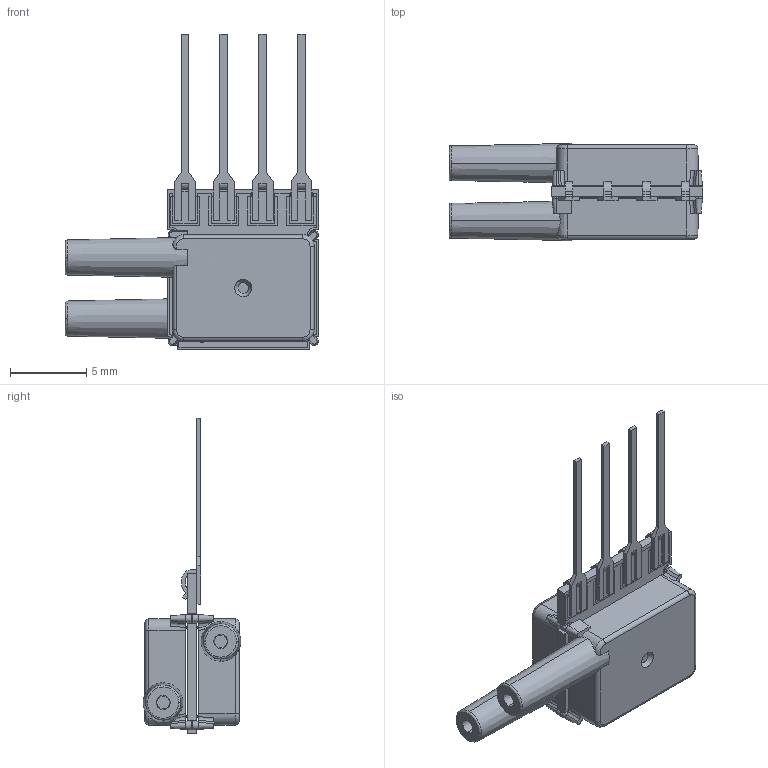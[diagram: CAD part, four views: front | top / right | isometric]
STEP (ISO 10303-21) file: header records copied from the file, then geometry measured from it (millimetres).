
FILE_DESCRIPTION (( 'STEP AP203' ), '1' );
FILE_NAME ('HJJH.STEP', '2021-06-21T17:22:59', ( '' ), ( '' ), 'SwSTEP 2.0', 'SolidWorks 2010', '' );
FILE_SCHEMA (( 'CONFIG_CONTROL_DESIGN' ));
Length unit declared in the file: inch
Products named in the file (4): Lead-0.10PitchStraightCenter Cut With Sheet metal Bend; ceramic-SIP; AS01-01-053 Rev B1; HJJH
Assembly tree (7 placements, depth 2):
  HJJH
    ceramic-SIP
    Lead-0.10PitchStraightCenter Cut With Sheet metal Bend  x4
    AS01-01-053 Rev B1  x2
Bounding box: 16.61 x 6.4 x 20.67 mm (x, y, z)
Volume: 473.5 mm3; surface area: 1285.5 mm2
Topology: 15 solids, 15 shells, 516 faces, 1352 edges, 886 vertices
Faces by surface type: plane 318, cylinder 100, cone 42, bspline 38, torus 18
Entity records: 11427 total; most frequent: CARTESIAN_POINT 2807, ORIENTED_EDGE 1722, DIRECTION 1615, EDGE_CURVE 861, VECTOR 593, LINE 593, VERTEX_POINT 567, AXIS2_PLACEMENT_3D 511
